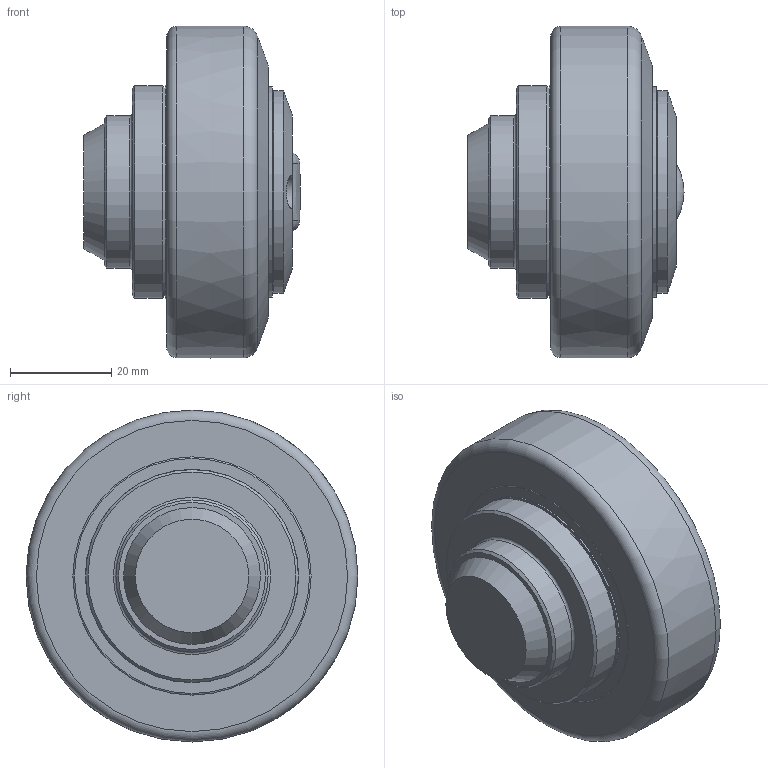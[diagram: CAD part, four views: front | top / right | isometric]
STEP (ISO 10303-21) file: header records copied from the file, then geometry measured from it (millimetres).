
FILE_DESCRIPTION(/* description */ ('-','CAx-IF Rec.Pracs.---Representation and Presentation of Product Manufacturing Information (PMI)---4.0---2014-10-13'),/* implementation_level */ '2;1');
FILE_NAME(/* name */ 'ff9bbad2-451f-4ab8-a6c7-7396725398a3.stp',/* time_stamp */ '2020-04-01T16:44:59+02:00',/* author */ ('-'),/* organization */ ('NTI CADcenter A/S'),/* preprocessor_version */ 'ST-DEVELOPER v18',/* originating_system */ 'Autodesk Inventor 2020',/* authorisation */ '-');
FILE_SCHEMA (('AP242_MANAGED_MODEL_BASED_3D_ENGINEERING_MIM_LF { 1 0 10303 442 1 1 4 }'));
Length unit declared in the file: millimetre
Products named in the file (1): XTR 060.0300_Kontur
Bounding box: 42.65 x 65.5 x 65.5 mm (x, y, z)
Volume: 82232.8 mm3; surface area: 18710.7 mm2
Topology: 1 solids, 1 shells, 114 faces, 314 edges, 223 vertices
Faces by surface type: plane 47, cylinder 37, cone 15, torus 11, bspline 4
Full cylindrical faces by diameter (mm): 3 x2, 3.4 x2, 6 x2, 6.5 x2, 10.2 x4, 11 x2, 13 x2, 16 x2, 25 x1, 30 x1, 38 x1, 40 x1, 41.5 x1, 42 x2, 42.1 x1, 42.971 x1, 47 x2
Entity records: 4471 total; most frequent: CARTESIAN_POINT 1339, DIRECTION 680, ORIENTED_EDGE 632, EDGE_CURVE 316, AXIS2_PLACEMENT_3D 290, VERTEX_POINT 225, CIRCLE 179, EDGE_LOOP 153
